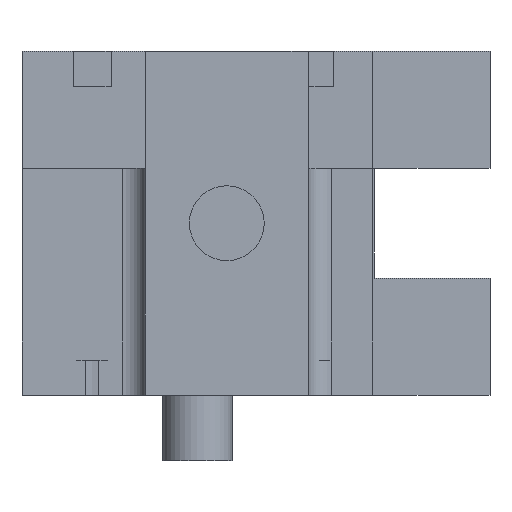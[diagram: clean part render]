
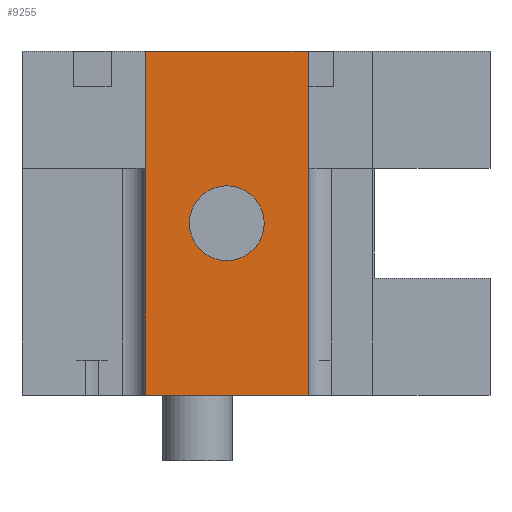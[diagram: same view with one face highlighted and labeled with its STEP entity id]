
A CAD part, left-side view. The second image highlights one B-rep face of the part: STEP entity #9255.
In plain terms, the highlighted planar face has unit normal (-1, 0, 0).
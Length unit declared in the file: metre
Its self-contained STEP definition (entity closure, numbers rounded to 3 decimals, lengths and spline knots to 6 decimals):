
#561=LINE('',#16477,#1229);
#678=LINE('',#16843,#1346);
#682=LINE('',#16850,#1350);
#683=LINE('',#16852,#1351);
#1229=VECTOR('',#11378,1.);
#1346=VECTOR('',#11745,1.);
#1350=VECTOR('',#11751,1.);
#1351=VECTOR('',#11754,1.);
#1806=PLANE('',#10051);
#2871=ORIENTED_EDGE('',*,*,#5137,.F.);
#2872=ORIENTED_EDGE('',*,*,#4962,.F.);
#2873=ORIENTED_EDGE('',*,*,#5141,.F.);
#2874=ORIENTED_EDGE('',*,*,#5142,.F.);
#2875=ORIENTED_EDGE('',*,*,#5009,.F.);
#4962=EDGE_CURVE('',#6239,#6240,#561,.T.);
#5009=EDGE_CURVE('',#6279,#6279,#7009,.T.);
#5137=EDGE_CURVE('',#6240,#6364,#678,.T.);
#5141=EDGE_CURVE('',#6365,#6239,#682,.T.);
#5142=EDGE_CURVE('',#6364,#6365,#683,.T.);
#6239=VERTEX_POINT('',#16476);
#6240=VERTEX_POINT('',#16478);
#6279=VERTEX_POINT('',#16571);
#6364=VERTEX_POINT('',#16844);
#6365=VERTEX_POINT('',#16849);
#7009=CIRCLE('',#9940,0.0032);
#7724=EDGE_LOOP('',(#2871,#2872,#2873,#2874));
#7725=EDGE_LOOP('',(#2875));
#8417=FACE_BOUND('',#7724,.T.);
#8418=FACE_BOUND('',#7725,.T.);
#9255=ADVANCED_FACE('',(#8417,#8418),#1806,.T.);
#9940=AXIS2_PLACEMENT_3D('',#16570,#11448,#11449);
#10051=AXIS2_PLACEMENT_3D('',#16853,#11755,#11756);
#11378=DIRECTION('',(0.,1.,0.));
#11448=DIRECTION('',(-1.,0.,0.));
#11449=DIRECTION('',(0.,0.,1.));
#11745=DIRECTION('',(0.,0.,1.));
#11751=DIRECTION('',(0.,0.,-1.));
#11754=DIRECTION('',(0.,-1.,0.));
#11755=DIRECTION('',(-1.,0.,0.));
#11756=DIRECTION('',(0.,-1.,0.));
#16476=CARTESIAN_POINT('',(-0.048013,-0.00945,-0.0162));
#16477=CARTESIAN_POINT('',(-0.048013,-0.015,-0.0162));
#16478=CARTESIAN_POINT('',(-0.048013,0.00445,-0.0162));
#16570=CARTESIAN_POINT('',(-0.048013,-0.0025,-0.0015));
#16571=CARTESIAN_POINT('',(-0.048013,-0.0025,0.0017));
#16843=CARTESIAN_POINT('',(-0.048013,0.00445,-0.0015));
#16844=CARTESIAN_POINT('',(-0.048013,0.00445,0.0132));
#16849=CARTESIAN_POINT('',(-0.048013,-0.00945,0.0132));
#16850=CARTESIAN_POINT('',(-0.048013,-0.00945,-0.0132));
#16852=CARTESIAN_POINT('',(-0.048013,-0.0025,0.0132));
#16853=CARTESIAN_POINT('',(-0.048013,0.,-0.004858));
